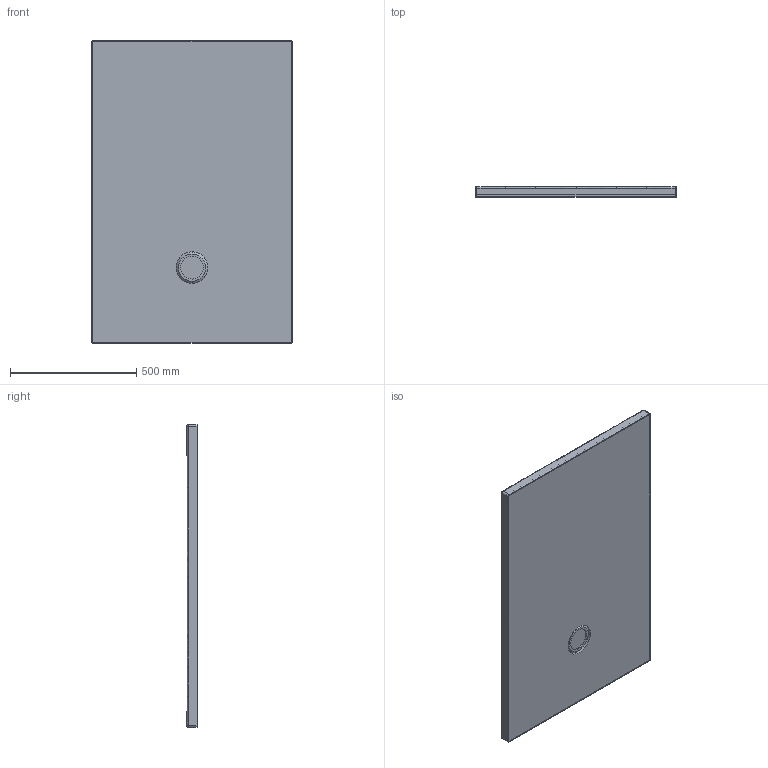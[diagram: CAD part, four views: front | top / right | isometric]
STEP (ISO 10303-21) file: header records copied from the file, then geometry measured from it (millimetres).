
FILE_DESCRIPTION((''),'2;1');
FILE_NAME('PLANEO120X80_22042019_ASM','2019-04-23T16:23:51',('grootj'),('Villeroy & Boch Wellness bv'),'CREO PARAMETRIC BY PTC INC, 2018020','CREO PARAMETRIC BY PTC INC, 2018020','');
FILE_SCHEMA(('CONFIG_CONTROL_DESIGN'));
Length unit declared in the file: millimetre
Products named in the file (4): COLMAR120X80_1-3_25072018; COVER-CLOSED07102016; PUR_PLANEO120X80_23042019; PLANEO120X80_22042019_ASM
Assembly tree (3 placements, depth 2):
  PLANEO120X80_22042019_ASM
    COLMAR120X80_1-3_25072018
    COVER-CLOSED07102016
    PUR_PLANEO120X80_23042019
Bounding box: 800 x 40.01 x 1200 mm (x, y, z)
Volume: 14459079.7 mm3; surface area: 4146240.9 mm2
Topology: 3 solids, 3 shells, 278 faces, 647 edges, 379 vertices
Faces by surface type: bspline 192, cylinder 40, plane 30, torus 12, cone 4
Entity records: 18137 total; most frequent: CARTESIAN_POINT 12998, ORIENTED_EDGE 1294, EDGE_CURVE 647, DIRECTION 646, VERTEX_POINT 379, B_SPLINE_CURVE_WITH_KNOTS 350, EDGE_LOOP 286, FACE_OUTER_BOUND 278
